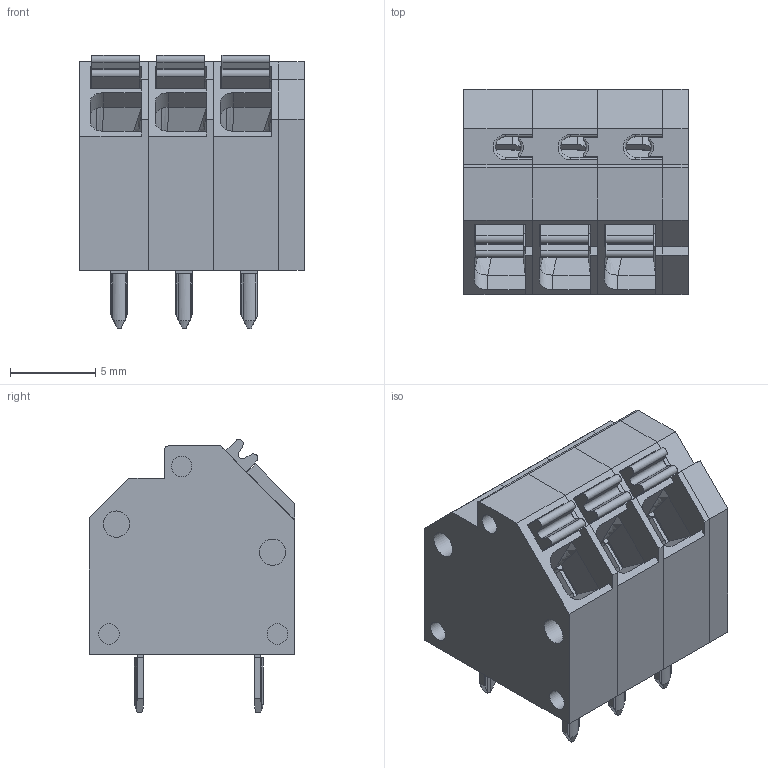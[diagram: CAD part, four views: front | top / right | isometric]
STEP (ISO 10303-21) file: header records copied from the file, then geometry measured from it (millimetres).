
FILE_DESCRIPTION(/* description */ ('Unknown'),/* implementation_level */ '2;1');
FILE_NAME(/* name */ '691409320003',/* time_stamp */ '2021-06-28T17:28:34+02:00',/* author */ ('Unknown'),/* organization */ ('Unknown'),/* preprocessor_version */ 'ST-DEVELOPER v16.7',/* originating_system */ 'Solid Edge',/* authorisation */ 'Unknown');
FILE_SCHEMA (('AUTOMOTIVE_DESIGN {1 0 10303 214 3 1 1}'));
Length unit declared in the file: millimetre
Products named in the file (10): 6914093200xx; 6914093200xx_Module; 6914093200xx_Housing; 6914093200xx_ShortContact; 6914093200xx_LongContact; 6914093200xx_SpringClamp; 6914093200xx_Lever; 6914093200xx_Cover; 6914093200xx_ModuleStart; 6914093200xx_Housing2
Assembly tree (14 placements, depth 3):
  6914093200xx
    6914093200xx_Module  x2
      6914093200xx_Housing
      6914093200xx_ShortContact
      6914093200xx_LongContact
      6914093200xx_SpringClamp
      6914093200xx_Lever
    6914093200xx_Cover
    6914093200xx_ModuleStart
      6914093200xx_Housing2
      6914093200xx_ShortContact
      6914093200xx_LongContact
      6914093200xx_SpringClamp
      6914093200xx_Lever
Bounding box: 13.13 x 12 x 15.98 mm (x, y, z)
Volume: 1034.9 mm3; surface area: 3537.6 mm2
Topology: 16 solids, 16 shells, 1289 faces, 3561 edges, 2324 vertices
Faces by surface type: plane 836, cylinder 357, cone 57, bspline 24, torus 15
Full cylindrical faces by diameter (mm): 1.1 x6, 1.2 x18, 1.3 x3, 1.4 x3, 1.44 x4, 1.54 x12, 1.64 x2, 1.741 x2, 1.98 x3
Entity records: 21824 total; most frequent: CARTESIAN_POINT 3977, ORIENTED_EDGE 3634, DIRECTION 3615, EDGE_CURVE 1817, LINE 1355, VECTOR 1355, VERTEX_POINT 1220, AXIS2_PLACEMENT_3D 1130
